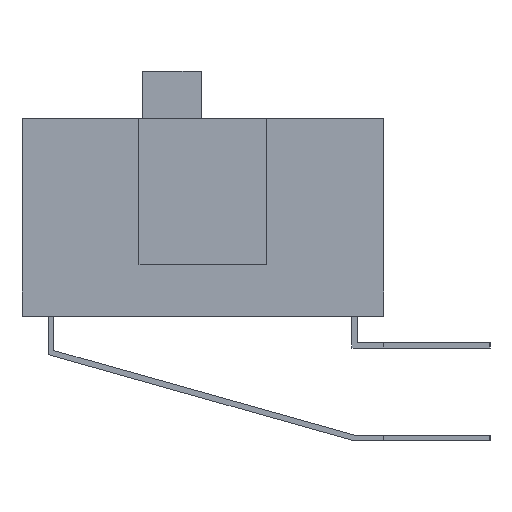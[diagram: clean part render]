
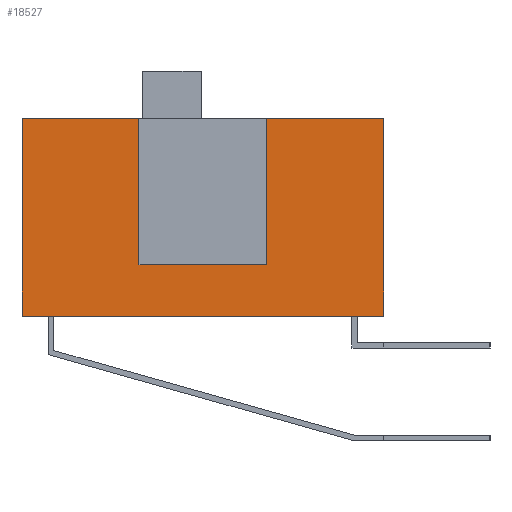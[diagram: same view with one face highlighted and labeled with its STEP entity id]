
A CAD part, left-side view. The second image highlights one B-rep face of the part: STEP entity #18527.
In plain terms, the highlighted planar face has unit normal (-1, 0, 0).
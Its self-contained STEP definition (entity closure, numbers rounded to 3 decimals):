
#2200 = EDGE_CURVE ( 'NONE', #15235, #15233, #11348, .T. ) ;
#2203 = EDGE_CURVE ( 'NONE', #15406, #15403, #11351, .T. ) ;
#2956 = EDGE_LOOP ( 'NONE', ( #15181, #15186, #15183, #15182, #15185, #15184, #15201, #15200 ) ) ;
#9852 = VECTOR ( 'NONE', #11865, 1000. ) ;
#9855 = VECTOR ( 'NONE', #11871, 1000. ) ;
#11348 = LINE ( 'NONE', #11864, #9852 ) ;
#11351 = LINE ( 'NONE', #11870, #9855 ) ;
#11864 = CARTESIAN_POINT ( 'NONE',  ( 0., 0., 0. ) ) ;
#11865 = DIRECTION ( 'NONE',  ( 0., -1., 0. ) ) ;
#11870 = CARTESIAN_POINT ( 'NONE',  ( 0., 0., 0. ) ) ;
#11871 = DIRECTION ( 'NONE',  ( 0., -1., 0. ) ) ;
#13344 = AXIS2_PLACEMENT_3D ( 'NONE', #15576, #15577, #15578 ) ;
#13490 = VECTOR ( 'NONE', #16409, 1000. ) ;
#13497 = VECTOR ( 'NONE', #16423, 1000. ) ;
#13499 = VECTOR ( 'NONE', #16427, 1000. ) ;
#13501 = VECTOR ( 'NONE', #16431, 1000. ) ;
#13502 = VECTOR ( 'NONE', #16433, 1000. ) ;
#13503 = VECTOR ( 'NONE', #16689, 1000. ) ;
#14752 = VERTEX_POINT ( 'NONE', #15138 ) ;
#14753 = VERTEX_POINT ( 'NONE', #15139 ) ;
#14756 = VERTEX_POINT ( 'NONE', #15142 ) ;
#14779 = VERTEX_POINT ( 'NONE', #15243 ) ;
#15138 = CARTESIAN_POINT ( 'NONE',  ( 0., 6.7, -4. ) ) ;
#15139 = CARTESIAN_POINT ( 'NONE',  ( 0., 9.9, -5.4 ) ) ;
#15142 = CARTESIAN_POINT ( 'NONE',  ( 0., 3.2, -4. ) ) ;
#15181 = ORIENTED_EDGE ( 'NONE', *, *, #18599, .T. ) ;
#15182 = ORIENTED_EDGE ( 'NONE', *, *, #18595, .F. ) ;
#15183 = ORIENTED_EDGE ( 'NONE', *, *, #18597, .F. ) ;
#15184 = ORIENTED_EDGE ( 'NONE', *, *, #2203, .F. ) ;
#15185 = ORIENTED_EDGE ( 'NONE', *, *, #18588, .F. ) ;
#15186 = ORIENTED_EDGE ( 'NONE', *, *, #2200, .F. ) ;
#15200 = ORIENTED_EDGE ( 'NONE', *, *, #18601, .F. ) ;
#15201 = ORIENTED_EDGE ( 'NONE', *, *, #18600, .F. ) ;
#15233 = VERTEX_POINT ( 'NONE', #15337 ) ;
#15235 = VERTEX_POINT ( 'NONE', #15338 ) ;
#15243 = CARTESIAN_POINT ( 'NONE',  ( 0., 0., -5.4 ) ) ;
#15337 = CARTESIAN_POINT ( 'NONE',  ( 0., 6.7, 0. ) ) ;
#15338 = CARTESIAN_POINT ( 'NONE',  ( 0., 9.9, 0. ) ) ;
#15403 = VERTEX_POINT ( 'NONE', #15411 ) ;
#15406 = VERTEX_POINT ( 'NONE', #15413 ) ;
#15411 = CARTESIAN_POINT ( 'NONE',  ( 0., 0., 0. ) ) ;
#15413 = CARTESIAN_POINT ( 'NONE',  ( 0., 3.2, 0. ) ) ;
#15575 = PLANE ( 'NONE',  #13344 ) ;
#15576 = CARTESIAN_POINT ( 'NONE',  ( 0., 9.9, 0. ) ) ;
#15577 = DIRECTION ( 'NONE',  ( -1., 0., 0. ) ) ;
#15578 = DIRECTION ( 'NONE',  ( 0., 0., 1. ) ) ;
#15643 = FACE_OUTER_BOUND ( 'NONE', #2956, .T. ) ;
#16408 = CARTESIAN_POINT ( 'NONE',  ( 0., 0., 0. ) ) ;
#16409 = DIRECTION ( 'NONE',  ( 0., 0., -1. ) ) ;
#16422 = CARTESIAN_POINT ( 'NONE',  ( 0., 0., -5.4 ) ) ;
#16423 = DIRECTION ( 'NONE',  ( 0., 1., 0. ) ) ;
#16426 = CARTESIAN_POINT ( 'NONE',  ( 0., 9.9, 0. ) ) ;
#16427 = DIRECTION ( 'NONE',  ( 0., 0., 1. ) ) ;
#16430 = CARTESIAN_POINT ( 'NONE',  ( 0., 6.7, -4. ) ) ;
#16431 = DIRECTION ( 'NONE',  ( 0., 0., 1. ) ) ;
#16432 = CARTESIAN_POINT ( 'NONE',  ( 0., 3.2, -4. ) ) ;
#16433 = DIRECTION ( 'NONE',  ( 0., 0., 1. ) ) ;
#16454 = LINE ( 'NONE', #16408, #13490 ) ;
#16461 = LINE ( 'NONE', #16422, #13497 ) ;
#16463 = LINE ( 'NONE', #16426, #13499 ) ;
#16465 = LINE ( 'NONE', #16430, #13501 ) ;
#16466 = LINE ( 'NONE', #16432, #13502 ) ;
#16467 = LINE ( 'NONE', #16688, #13503 ) ;
#16688 = CARTESIAN_POINT ( 'NONE',  ( 0., 3.2, -4. ) ) ;
#16689 = DIRECTION ( 'NONE',  ( 0., -1., 0. ) ) ;
#18527 = ADVANCED_FACE ( 'NONE', ( #15643 ), #15575, .T. ) ;
#18588 = EDGE_CURVE ( 'NONE', #15403, #14779, #16454, .T. ) ;
#18595 = EDGE_CURVE ( 'NONE', #14779, #14753, #16461, .T. ) ;
#18597 = EDGE_CURVE ( 'NONE', #14753, #15235, #16463, .T. ) ;
#18599 = EDGE_CURVE ( 'NONE', #14752, #15233, #16465, .T. ) ;
#18600 = EDGE_CURVE ( 'NONE', #14756, #15406, #16466, .T. ) ;
#18601 = EDGE_CURVE ( 'NONE', #14752, #14756, #16467, .T. ) ;
